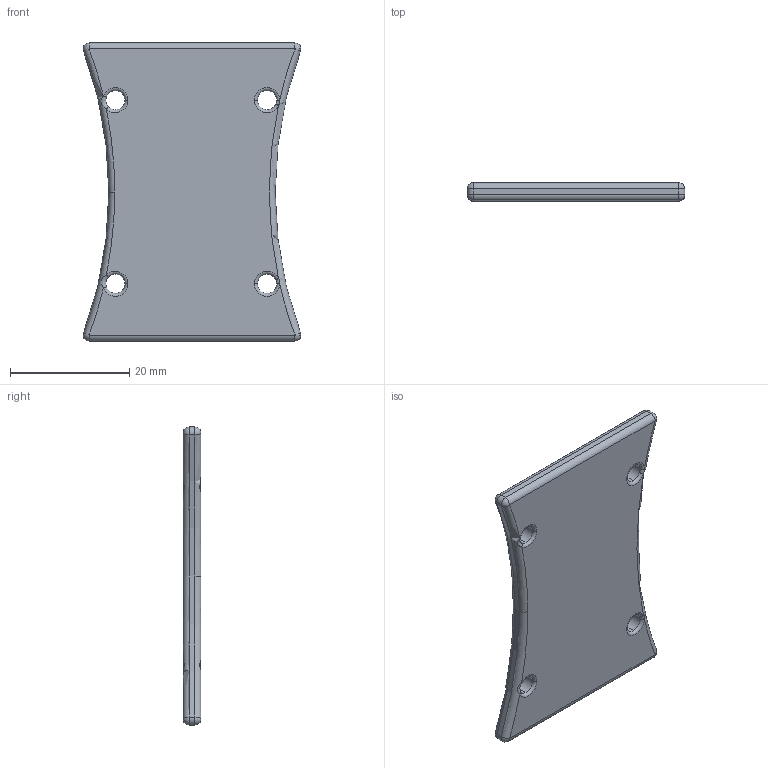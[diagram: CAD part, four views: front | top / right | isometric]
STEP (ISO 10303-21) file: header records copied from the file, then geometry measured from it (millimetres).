
FILE_DESCRIPTION (( 'STEP AP214' ), '1' );
FILE_NAME ('çéæå÷ áééï ä÷èøéí.STEP', '2025-05-13T08:53:21', ( '' ), ( '' ), 'SwSTEP 2.0', 'SolidWorks 2023', '' );
FILE_SCHEMA (( 'AUTOMOTIVE_DESIGN' ));
Length unit declared in the file: millimetre
Products named in the file (1): חיזוק ביין הקטרים
Bounding box: 36.52 x 3 x 50 mm (x, y, z)
Volume: 4473.9 mm3; surface area: 3509.3 mm2
Topology: 1 solids, 1 shells, 64 faces, 180 edges, 102 vertices
Faces by surface type: torus 24, cylinder 18, sphere 10, bspline 8, plane 4
Entity records: 2387 total; most frequent: CARTESIAN_POINT 739, DIRECTION 394, ORIENTED_EDGE 336, AXIS2_PLACEMENT_3D 185, EDGE_CURVE 168, CIRCLE 128, VERTEX_POINT 98, ADVANCED_FACE 64
